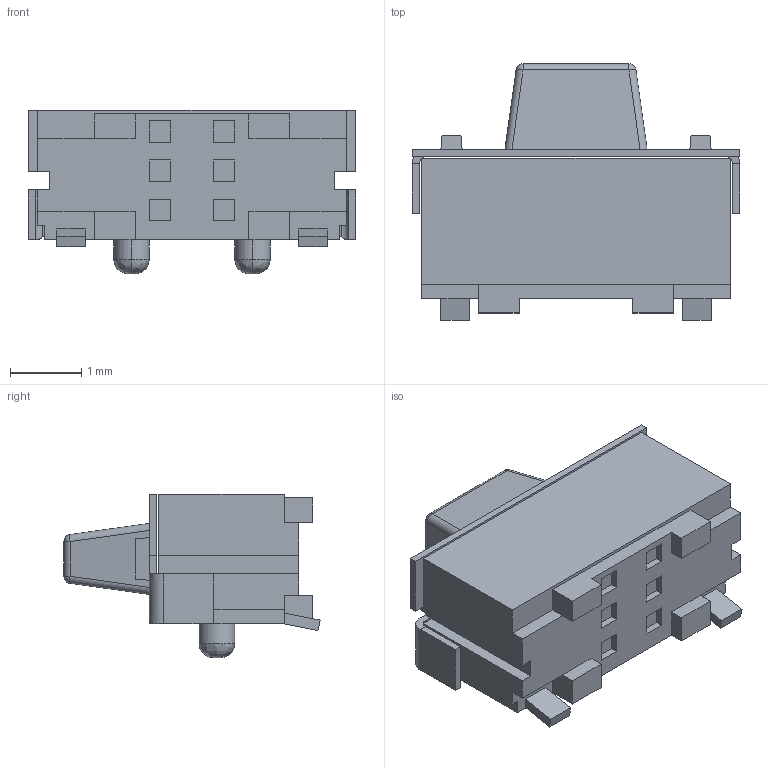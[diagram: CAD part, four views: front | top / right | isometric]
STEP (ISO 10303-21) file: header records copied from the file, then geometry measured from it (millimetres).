
FILE_DESCRIPTION (( 'STEP AP214' ), '1' );
FILE_NAME ('TS-1086E-AC03526.STEP', '2024-12-09T12:35:35', ( '' ), ( '' ), 'SwSTEP 2.0', 'SolidWorks 2021', '' );
FILE_SCHEMA (( 'AUTOMOTIVE_DESIGN' ));
Length unit declared in the file: millimetre
Products named in the file (1): TS-1086E-AC03526
Bounding box: 4.6 x 3.6 x 2.3 mm (x, y, z)
Volume: 18.2 mm3; surface area: 71.3 mm2
Topology: 2 solids, 2 shells, 149 faces, 374 edges, 236 vertices
Faces by surface type: plane 123, cylinder 18, sphere 4, bspline 4
Entity records: 5804 total; most frequent: CARTESIAN_POINT 898, ORIENTED_EDGE 740, DIRECTION 690, EDGE_CURVE 370, VECTOR 326, LINE 326, VERTEX_POINT 236, AXIS2_PLACEMENT_3D 182
